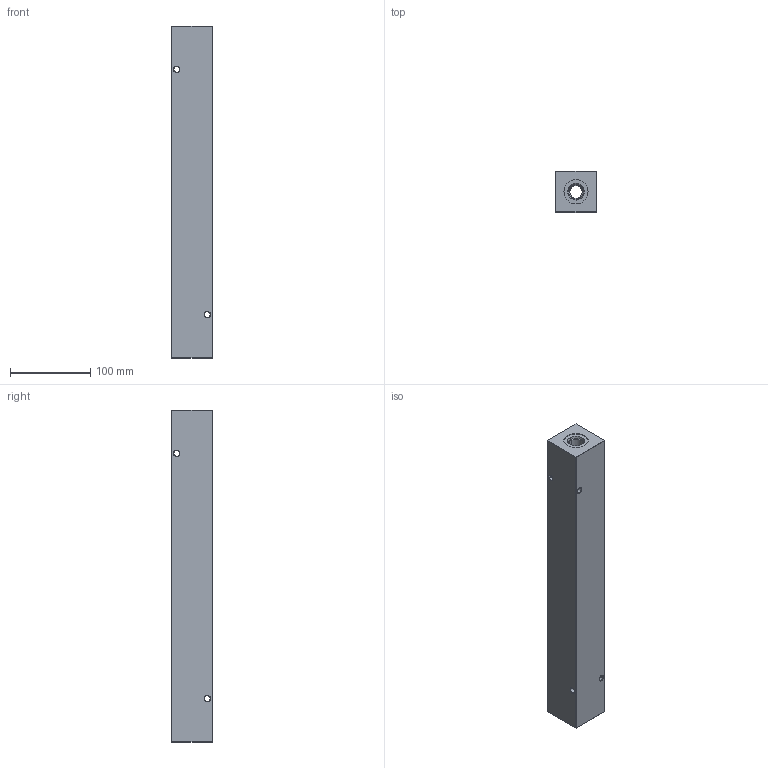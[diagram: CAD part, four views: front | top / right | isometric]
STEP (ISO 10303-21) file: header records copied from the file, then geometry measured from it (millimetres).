
FILE_DESCRIPTION (( 'STEP AP203' ), '1' );
FILE_NAME ('HM-8-0-S-8-4.STEP', '2020-09-30T20:27:15', ( '' ), ( '' ), 'SwSTEP 2.0', 'SolidWorks 2019', '' );
FILE_SCHEMA (( 'CONFIG_CONTROL_DESIGN' ));
Length unit declared in the file: inch
Products named in the file (1): HM-8-0-S-8-4
Bounding box: 50.8 x 50.8 x 412.75 mm (x, y, z)
Volume: 960197.8 mm3; surface area: 116452.8 mm2
Topology: 1 solids, 1 shells, 588 faces, 1488 edges, 946 vertices
Faces by surface type: plane 236, bspline 202, cone 76, cylinder 74
Entity records: 27737 total; most frequent: CARTESIAN_POINT 14825, ORIENTED_EDGE 2976, DIRECTION 2008, EDGE_CURVE 1488, VERTEX_POINT 946, VECTOR 870, LINE 870, EDGE_LOOP 662
